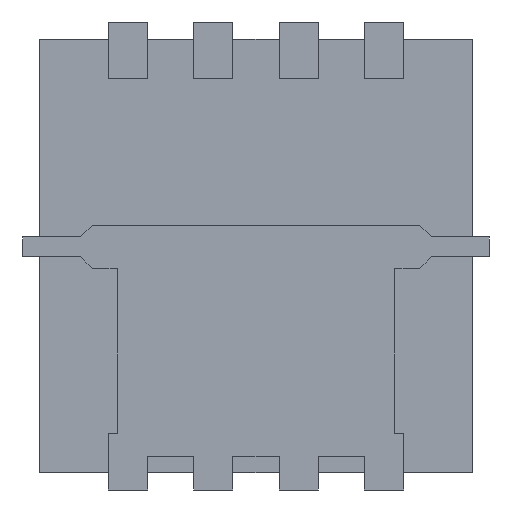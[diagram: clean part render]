
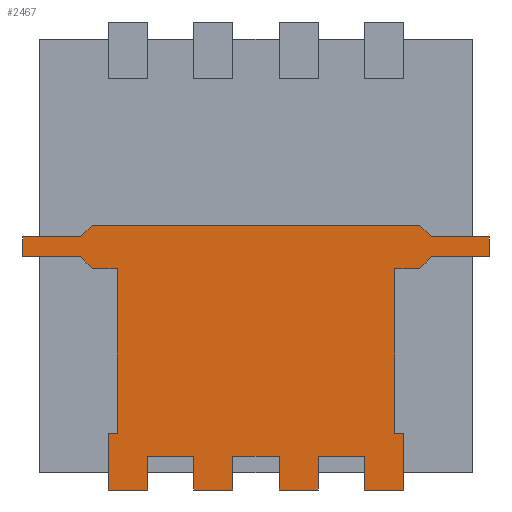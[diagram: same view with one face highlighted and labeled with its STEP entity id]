
A CAD part, front view. The second image highlights one B-rep face of the part: STEP entity #2467.
In plain terms, the highlighted planar face has unit normal (0, -1, 0).
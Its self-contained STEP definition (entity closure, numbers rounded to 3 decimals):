
#104=PLANE('',#2656);
#252=FACE_OUTER_BOUND('',#398,.T.);
#398=EDGE_LOOP('',(#2030,#2031,#2032,#2033,#2034,#2035,#2036,#2037,#2038,
#2039,#2040,#2041,#2042,#2043,#2044,#2045,#2046,#2047,#2048,#2049,#2050,
#2051,#2052,#2053,#2054,#2055,#2056,#2057,#2058,#2059,#2060,#2061));
#551=LINE('',#3569,#873);
#555=LINE('',#3577,#877);
#558=LINE('',#3583,#880);
#561=LINE('',#3589,#883);
#564=LINE('',#3595,#886);
#567=LINE('',#3601,#889);
#570=LINE('',#3607,#892);
#573=LINE('',#3613,#895);
#576=LINE('',#3619,#898);
#579=LINE('',#3625,#901);
#582=LINE('',#3631,#904);
#585=LINE('',#3637,#907);
#588=LINE('',#3643,#910);
#591=LINE('',#3649,#913);
#594=LINE('',#3655,#916);
#597=LINE('',#3661,#919);
#600=LINE('',#3667,#922);
#603=LINE('',#3673,#925);
#606=LINE('',#3679,#928);
#609=LINE('',#3685,#931);
#612=LINE('',#3691,#934);
#615=LINE('',#3697,#937);
#618=LINE('',#3703,#940);
#621=LINE('',#3709,#943);
#624=LINE('',#3715,#946);
#627=LINE('',#3721,#949);
#630=LINE('',#3727,#952);
#633=LINE('',#3733,#955);
#636=LINE('',#3739,#958);
#639=LINE('',#3745,#961);
#642=LINE('',#3751,#964);
#645=LINE('',#3756,#967);
#873=VECTOR('',#2923,10.);
#877=VECTOR('',#2929,10.);
#880=VECTOR('',#2934,10.);
#883=VECTOR('',#2939,10.);
#886=VECTOR('',#2944,10.);
#889=VECTOR('',#2949,10.);
#892=VECTOR('',#2954,10.);
#895=VECTOR('',#2959,10.);
#898=VECTOR('',#2964,10.);
#901=VECTOR('',#2969,10.);
#904=VECTOR('',#2974,10.);
#907=VECTOR('',#2979,10.);
#910=VECTOR('',#2984,10.);
#913=VECTOR('',#2989,10.);
#916=VECTOR('',#2994,10.);
#919=VECTOR('',#2999,10.);
#922=VECTOR('',#3004,10.);
#925=VECTOR('',#3009,10.);
#928=VECTOR('',#3014,10.);
#931=VECTOR('',#3019,10.);
#934=VECTOR('',#3024,10.);
#937=VECTOR('',#3029,10.);
#940=VECTOR('',#3034,10.);
#943=VECTOR('',#3039,10.);
#946=VECTOR('',#3044,10.);
#949=VECTOR('',#3049,10.);
#952=VECTOR('',#3054,10.);
#955=VECTOR('',#3059,10.);
#958=VECTOR('',#3064,10.);
#961=VECTOR('',#3069,10.);
#964=VECTOR('',#3074,10.);
#967=VECTOR('',#3079,10.);
#1184=VERTEX_POINT('',#3567);
#1185=VERTEX_POINT('',#3568);
#1188=VERTEX_POINT('',#3576);
#1190=VERTEX_POINT('',#3582);
#1192=VERTEX_POINT('',#3588);
#1194=VERTEX_POINT('',#3594);
#1196=VERTEX_POINT('',#3600);
#1198=VERTEX_POINT('',#3606);
#1200=VERTEX_POINT('',#3612);
#1202=VERTEX_POINT('',#3618);
#1204=VERTEX_POINT('',#3624);
#1206=VERTEX_POINT('',#3630);
#1208=VERTEX_POINT('',#3636);
#1210=VERTEX_POINT('',#3642);
#1212=VERTEX_POINT('',#3648);
#1214=VERTEX_POINT('',#3654);
#1216=VERTEX_POINT('',#3660);
#1218=VERTEX_POINT('',#3666);
#1220=VERTEX_POINT('',#3672);
#1222=VERTEX_POINT('',#3678);
#1224=VERTEX_POINT('',#3684);
#1226=VERTEX_POINT('',#3690);
#1228=VERTEX_POINT('',#3696);
#1230=VERTEX_POINT('',#3702);
#1232=VERTEX_POINT('',#3708);
#1234=VERTEX_POINT('',#3714);
#1236=VERTEX_POINT('',#3720);
#1238=VERTEX_POINT('',#3726);
#1240=VERTEX_POINT('',#3732);
#1242=VERTEX_POINT('',#3738);
#1244=VERTEX_POINT('',#3744);
#1246=VERTEX_POINT('',#3750);
#1441=EDGE_CURVE('',#1184,#1185,#551,.T.);
#1445=EDGE_CURVE('',#1185,#1188,#555,.T.);
#1448=EDGE_CURVE('',#1188,#1190,#558,.T.);
#1451=EDGE_CURVE('',#1192,#1190,#561,.T.);
#1454=EDGE_CURVE('',#1194,#1192,#564,.T.);
#1457=EDGE_CURVE('',#1194,#1196,#567,.T.);
#1460=EDGE_CURVE('',#1196,#1198,#570,.T.);
#1463=EDGE_CURVE('',#1200,#1198,#573,.T.);
#1466=EDGE_CURVE('',#1200,#1202,#576,.T.);
#1469=EDGE_CURVE('',#1204,#1202,#579,.T.);
#1472=EDGE_CURVE('',#1206,#1204,#582,.T.);
#1475=EDGE_CURVE('',#1206,#1208,#585,.T.);
#1478=EDGE_CURVE('',#1208,#1210,#588,.T.);
#1481=EDGE_CURVE('',#1212,#1210,#591,.T.);
#1484=EDGE_CURVE('',#1212,#1214,#594,.T.);
#1487=EDGE_CURVE('',#1216,#1214,#597,.T.);
#1490=EDGE_CURVE('',#1216,#1218,#600,.T.);
#1493=EDGE_CURVE('',#1220,#1218,#603,.T.);
#1496=EDGE_CURVE('',#1220,#1222,#606,.T.);
#1499=EDGE_CURVE('',#1222,#1224,#609,.T.);
#1502=EDGE_CURVE('',#1224,#1226,#612,.T.);
#1505=EDGE_CURVE('',#1228,#1226,#615,.T.);
#1508=EDGE_CURVE('',#1228,#1230,#618,.T.);
#1511=EDGE_CURVE('',#1230,#1232,#621,.T.);
#1514=EDGE_CURVE('',#1232,#1234,#624,.T.);
#1517=EDGE_CURVE('',#1236,#1234,#627,.T.);
#1520=EDGE_CURVE('',#1236,#1238,#630,.T.);
#1523=EDGE_CURVE('',#1238,#1240,#633,.T.);
#1526=EDGE_CURVE('',#1240,#1242,#636,.T.);
#1529=EDGE_CURVE('',#1244,#1242,#639,.T.);
#1532=EDGE_CURVE('',#1246,#1244,#642,.T.);
#1535=EDGE_CURVE('',#1246,#1184,#645,.T.);
#2030=ORIENTED_EDGE('',*,*,#1535,.T.);
#2031=ORIENTED_EDGE('',*,*,#1441,.T.);
#2032=ORIENTED_EDGE('',*,*,#1445,.T.);
#2033=ORIENTED_EDGE('',*,*,#1448,.T.);
#2034=ORIENTED_EDGE('',*,*,#1451,.F.);
#2035=ORIENTED_EDGE('',*,*,#1454,.F.);
#2036=ORIENTED_EDGE('',*,*,#1457,.T.);
#2037=ORIENTED_EDGE('',*,*,#1460,.T.);
#2038=ORIENTED_EDGE('',*,*,#1463,.F.);
#2039=ORIENTED_EDGE('',*,*,#1466,.T.);
#2040=ORIENTED_EDGE('',*,*,#1469,.F.);
#2041=ORIENTED_EDGE('',*,*,#1472,.F.);
#2042=ORIENTED_EDGE('',*,*,#1475,.T.);
#2043=ORIENTED_EDGE('',*,*,#1478,.T.);
#2044=ORIENTED_EDGE('',*,*,#1481,.F.);
#2045=ORIENTED_EDGE('',*,*,#1484,.T.);
#2046=ORIENTED_EDGE('',*,*,#1487,.F.);
#2047=ORIENTED_EDGE('',*,*,#1490,.T.);
#2048=ORIENTED_EDGE('',*,*,#1493,.F.);
#2049=ORIENTED_EDGE('',*,*,#1496,.T.);
#2050=ORIENTED_EDGE('',*,*,#1499,.T.);
#2051=ORIENTED_EDGE('',*,*,#1502,.T.);
#2052=ORIENTED_EDGE('',*,*,#1505,.F.);
#2053=ORIENTED_EDGE('',*,*,#1508,.T.);
#2054=ORIENTED_EDGE('',*,*,#1511,.T.);
#2055=ORIENTED_EDGE('',*,*,#1514,.T.);
#2056=ORIENTED_EDGE('',*,*,#1517,.F.);
#2057=ORIENTED_EDGE('',*,*,#1520,.T.);
#2058=ORIENTED_EDGE('',*,*,#1523,.T.);
#2059=ORIENTED_EDGE('',*,*,#1526,.T.);
#2060=ORIENTED_EDGE('',*,*,#1529,.F.);
#2061=ORIENTED_EDGE('',*,*,#1532,.F.);
#2467=ADVANCED_FACE('',(#252),#104,.F.);
#2656=AXIS2_PLACEMENT_3D('',#3759,#3083,#3084);
#2923=DIRECTION('',(0.707,0.,0.707));
#2929=DIRECTION('',(1.,0.,0.));
#2934=DIRECTION('',(0.,0.,1.));
#2939=DIRECTION('',(1.,0.,0.));
#2944=DIRECTION('',(0.707,0.,-0.707));
#2949=DIRECTION('',(-1.,0.,0.));
#2954=DIRECTION('',(-0.707,0.,-0.707));
#2959=DIRECTION('',(1.,0.,0.));
#2964=DIRECTION('',(0.,0.,-1.));
#2969=DIRECTION('',(-1.,0.,0.));
#2974=DIRECTION('',(-0.707,0.,0.707));
#2979=DIRECTION('',(1.,0.,0.));
#2984=DIRECTION('',(0.,0.,-1.));
#2989=DIRECTION('',(1.,0.,0.));
#2994=DIRECTION('',(0.,0.,-1.));
#2999=DIRECTION('',(-1.,0.,0.));
#3004=DIRECTION('',(0.,0.,1.));
#3009=DIRECTION('',(-1.,0.,0.));
#3014=DIRECTION('',(0.,0.,-1.));
#3019=DIRECTION('',(1.,0.,0.));
#3024=DIRECTION('',(0.,0.,1.));
#3029=DIRECTION('',(-1.,0.,0.));
#3034=DIRECTION('',(0.,0.,-1.));
#3039=DIRECTION('',(1.,0.,0.));
#3044=DIRECTION('',(0.,0.,1.));
#3049=DIRECTION('',(-1.,0.,0.));
#3054=DIRECTION('',(0.,0.,-1.));
#3059=DIRECTION('',(1.,0.,0.));
#3064=DIRECTION('',(0.,0.,1.));
#3069=DIRECTION('',(1.,0.,0.));
#3074=DIRECTION('',(0.,0.,-1.));
#3079=DIRECTION('',(1.,0.,0.));
#3083=DIRECTION('center_axis',(0.,1.,0.));
#3084=DIRECTION('ref_axis',(1.,0.,0.));
#3567=CARTESIAN_POINT('',(1.245,0.,-0.095));
#3568=CARTESIAN_POINT('',(1.335,0.,-0.005));
#3569=CARTESIAN_POINT('',(1.245,0.,-0.095));
#3576=CARTESIAN_POINT('',(1.775,0.,-0.005));
#3577=CARTESIAN_POINT('',(1.335,0.,-0.005));
#3582=CARTESIAN_POINT('',(1.775,0.,0.145));
#3583=CARTESIAN_POINT('',(1.775,0.,0.07));
#3588=CARTESIAN_POINT('',(1.335,0.,0.145));
#3589=CARTESIAN_POINT('',(1.335,0.,0.145));
#3594=CARTESIAN_POINT('',(1.245,0.,0.235));
#3595=CARTESIAN_POINT('',(1.245,0.,0.235));
#3600=CARTESIAN_POINT('',(-1.245,0.,0.235));
#3601=CARTESIAN_POINT('',(1.245,0.,0.235));
#3606=CARTESIAN_POINT('',(-1.335,0.,0.145));
#3607=CARTESIAN_POINT('',(-1.245,0.,0.235));
#3612=CARTESIAN_POINT('',(-1.775,0.,0.145));
#3613=CARTESIAN_POINT('',(-1.775,0.,0.145));
#3618=CARTESIAN_POINT('',(-1.775,0.,-0.005));
#3619=CARTESIAN_POINT('',(-1.775,0.,0.07));
#3624=CARTESIAN_POINT('',(-1.335,0.,-0.005));
#3625=CARTESIAN_POINT('',(-1.335,0.,-0.005));
#3630=CARTESIAN_POINT('',(-1.245,0.,-0.095));
#3631=CARTESIAN_POINT('',(-1.245,0.,-0.095));
#3636=CARTESIAN_POINT('',(-1.055,0.,-0.095));
#3637=CARTESIAN_POINT('',(-1.245,0.,-0.095));
#3642=CARTESIAN_POINT('',(-1.055,0.,-1.35));
#3643=CARTESIAN_POINT('',(-1.055,0.,-0.095));
#3648=CARTESIAN_POINT('',(-1.125,0.,-1.35));
#3649=CARTESIAN_POINT('',(-1.125,0.,-1.35));
#3654=CARTESIAN_POINT('',(-1.125,0.,-1.78));
#3655=CARTESIAN_POINT('',(-1.125,0.,-1.35));
#3660=CARTESIAN_POINT('',(-0.825,0.,-1.78));
#3661=CARTESIAN_POINT('',(-0.825,0.,-1.78));
#3666=CARTESIAN_POINT('',(-0.825,0.,-1.525));
#3667=CARTESIAN_POINT('',(-0.825,0.,-1.78));
#3672=CARTESIAN_POINT('',(-0.475,0.,-1.525));
#3673=CARTESIAN_POINT('',(1.525,0.,-1.525));
#3678=CARTESIAN_POINT('',(-0.475,0.,-1.78));
#3679=CARTESIAN_POINT('',(-0.475,0.,-1.35));
#3684=CARTESIAN_POINT('',(-0.175,0.,-1.78));
#3685=CARTESIAN_POINT('',(-0.475,0.,-1.78));
#3690=CARTESIAN_POINT('',(-0.175,0.,-1.525));
#3691=CARTESIAN_POINT('',(-0.175,0.,-1.78));
#3696=CARTESIAN_POINT('',(0.175,0.,-1.525));
#3697=CARTESIAN_POINT('',(1.525,0.,-1.525));
#3702=CARTESIAN_POINT('',(0.175,0.,-1.78));
#3703=CARTESIAN_POINT('',(0.175,0.,-1.35));
#3708=CARTESIAN_POINT('',(0.475,0.,-1.78));
#3709=CARTESIAN_POINT('',(0.175,0.,-1.78));
#3714=CARTESIAN_POINT('',(0.475,0.,-1.525));
#3715=CARTESIAN_POINT('',(0.475,0.,-1.78));
#3720=CARTESIAN_POINT('',(0.825,0.,-1.525));
#3721=CARTESIAN_POINT('',(1.525,0.,-1.525));
#3726=CARTESIAN_POINT('',(0.825,0.,-1.78));
#3727=CARTESIAN_POINT('',(0.825,0.,-1.35));
#3732=CARTESIAN_POINT('',(1.125,0.,-1.78));
#3733=CARTESIAN_POINT('',(0.825,0.,-1.78));
#3738=CARTESIAN_POINT('',(1.125,0.,-1.35));
#3739=CARTESIAN_POINT('',(1.125,0.,-1.78));
#3744=CARTESIAN_POINT('',(1.055,0.,-1.35));
#3745=CARTESIAN_POINT('',(0.825,0.,-1.35));
#3750=CARTESIAN_POINT('',(1.055,0.,-0.095));
#3751=CARTESIAN_POINT('',(1.055,0.,-0.095));
#3756=CARTESIAN_POINT('',(-1.245,0.,-0.095));
#3759=CARTESIAN_POINT('Origin',(0.,0.,-0.773));
